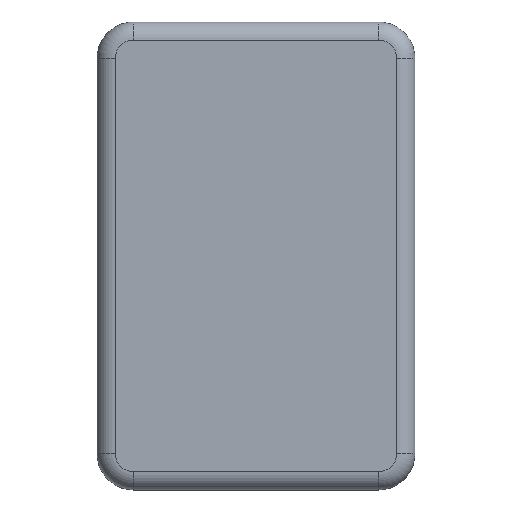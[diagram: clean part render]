
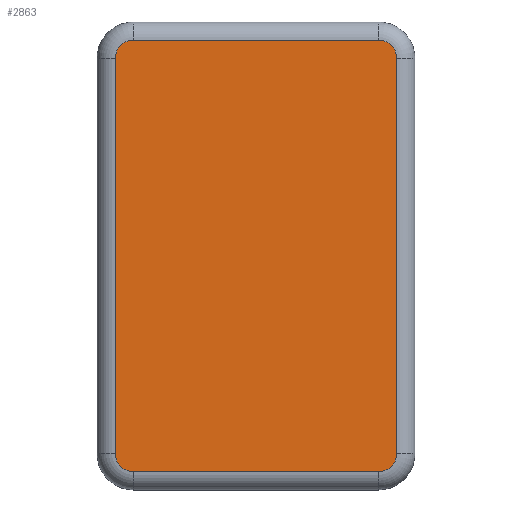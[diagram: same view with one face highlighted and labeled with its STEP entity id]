
A CAD part, top view. The second image highlights one B-rep face of the part: STEP entity #2863.
In plain terms, the highlighted planar face has unit normal (0, 0, 1).
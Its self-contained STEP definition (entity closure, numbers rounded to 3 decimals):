
#2329 = VERTEX_POINT('',#2330);
#2330 = CARTESIAN_POINT('',(-15.5,-21.75,12.));
#2337 = EDGE_CURVE('',#2329,#2338,#2340,.T.);
#2338 = VERTEX_POINT('',#2339);
#2339 = CARTESIAN_POINT('',(-15.5,21.75,12.));
#2340 = LINE('',#2341,#2342);
#2341 = CARTESIAN_POINT('',(-15.5,-21.75,12.));
#2342 = VECTOR('',#2343,1.);
#2343 = DIRECTION('',(0.,1.,0.));
#2429 = VERTEX_POINT('',#2430);
#2430 = CARTESIAN_POINT('',(15.5,21.75,12.));
#2437 = EDGE_CURVE('',#2429,#2438,#2440,.T.);
#2438 = VERTEX_POINT('',#2439);
#2439 = CARTESIAN_POINT('',(15.5,-21.75,12.));
#2440 = LINE('',#2441,#2442);
#2441 = CARTESIAN_POINT('',(15.5,21.75,12.));
#2442 = VECTOR('',#2443,1.);
#2443 = DIRECTION('',(0.,-1.,0.));
#2481 = VERTEX_POINT('',#2482);
#2482 = CARTESIAN_POINT('',(13.5,-23.75,12.));
#2489 = EDGE_CURVE('',#2438,#2481,#2490,.T.);
#2490 = CIRCLE('',#2491,2.);
#2491 = AXIS2_PLACEMENT_3D('',#2492,#2493,#2494);
#2492 = CARTESIAN_POINT('',(13.5,-21.75,12.));
#2493 = DIRECTION('',(0.,-0.,-1.));
#2494 = DIRECTION('',(1.,0.,0.));
#2505 = EDGE_CURVE('',#2481,#2506,#2508,.T.);
#2506 = VERTEX_POINT('',#2507);
#2507 = CARTESIAN_POINT('',(-13.5,-23.75,12.));
#2508 = LINE('',#2509,#2510);
#2509 = CARTESIAN_POINT('',(13.5,-23.75,12.));
#2510 = VECTOR('',#2511,1.);
#2511 = DIRECTION('',(-1.,0.,0.));
#2532 = EDGE_CURVE('',#2506,#2329,#2533,.T.);
#2533 = CIRCLE('',#2534,2.);
#2534 = AXIS2_PLACEMENT_3D('',#2535,#2536,#2537);
#2535 = CARTESIAN_POINT('',(-13.5,-21.75,12.));
#2536 = DIRECTION('',(-0.,0.,-1.));
#2537 = DIRECTION('',(0.,-1.,0.));
#2863 = ADVANCED_FACE('',(#2864),#2895,.T.);
#2864 = FACE_BOUND('',#2865,.T.);
#2865 = EDGE_LOOP('',(#2866,#2867,#2868,#2869,#2870,#2871,#2880,#2888));
#2866 = ORIENTED_EDGE('',*,*,#2337,.F.);
#2867 = ORIENTED_EDGE('',*,*,#2532,.F.);
#2868 = ORIENTED_EDGE('',*,*,#2505,.F.);
#2869 = ORIENTED_EDGE('',*,*,#2489,.F.);
#2870 = ORIENTED_EDGE('',*,*,#2437,.F.);
#2871 = ORIENTED_EDGE('',*,*,#2872,.F.);
#2872 = EDGE_CURVE('',#2873,#2429,#2875,.T.);
#2873 = VERTEX_POINT('',#2874);
#2874 = CARTESIAN_POINT('',(13.5,23.75,12.));
#2875 = CIRCLE('',#2876,2.);
#2876 = AXIS2_PLACEMENT_3D('',#2877,#2878,#2879);
#2877 = CARTESIAN_POINT('',(13.5,21.75,12.));
#2878 = DIRECTION('',(0.,0.,-1.));
#2879 = DIRECTION('',(0.,1.,0.));
#2880 = ORIENTED_EDGE('',*,*,#2881,.F.);
#2881 = EDGE_CURVE('',#2882,#2873,#2884,.T.);
#2882 = VERTEX_POINT('',#2883);
#2883 = CARTESIAN_POINT('',(-13.5,23.75,12.));
#2884 = LINE('',#2885,#2886);
#2885 = CARTESIAN_POINT('',(-13.5,23.75,12.));
#2886 = VECTOR('',#2887,1.);
#2887 = DIRECTION('',(1.,0.,0.));
#2888 = ORIENTED_EDGE('',*,*,#2889,.F.);
#2889 = EDGE_CURVE('',#2338,#2882,#2890,.T.);
#2890 = CIRCLE('',#2891,2.);
#2891 = AXIS2_PLACEMENT_3D('',#2892,#2893,#2894);
#2892 = CARTESIAN_POINT('',(-13.5,21.75,12.));
#2893 = DIRECTION('',(-0.,0.,-1.));
#2894 = DIRECTION('',(-1.,0.,0.));
#2895 = PLANE('',#2896);
#2896 = AXIS2_PLACEMENT_3D('',#2897,#2898,#2899);
#2897 = CARTESIAN_POINT('',(0.,0.,12.));
#2898 = DIRECTION('',(0.,0.,1.));
#2899 = DIRECTION('',(1.,0.,0.));
